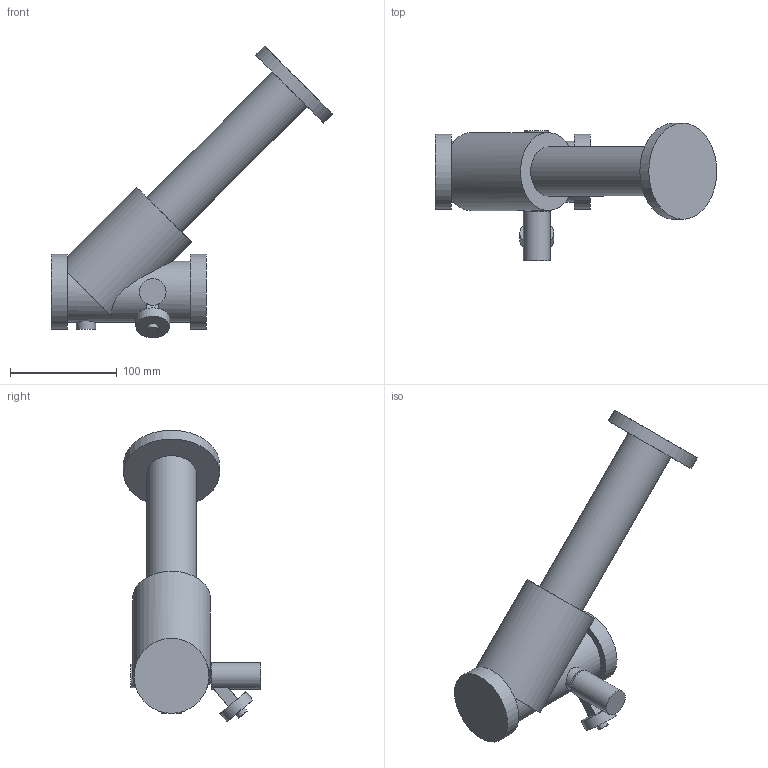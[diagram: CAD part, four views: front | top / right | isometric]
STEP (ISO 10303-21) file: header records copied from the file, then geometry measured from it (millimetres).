
FILE_DESCRIPTION(/* description */ ('STEP AP203'),/* implementation_level */ '2;1');
FILE_NAME(/* name */ '0601G050CH',/* time_stamp */ '2024-03-19T17:46:32+01:00',/* author */ ('License CC BY-ND 4.0'),/* organization */ ('CADENAS'),/* preprocessor_version */ 'ST-DEVELOPER v19.3',/* originating_system */ 'PARTsolutions',/* authorisation */ ' ');
FILE_SCHEMA (('CONFIG_CONTROL_DESIGN'));
Length unit declared in the file: millimetre
Products named in the file (1): 0601G050CH
Bounding box: 263.5 x 128.4 x 273.02 mm (x, y, z)
Volume: 1108512.9 mm3; surface area: 99930.7 mm2
Topology: 1 solids, 1 shells, 34 faces, 64 edges, 44 vertices
Faces by surface type: plane 21, cylinder 13
Full cylindrical faces by diameter (mm): 10 x1, 16 x1, 18 x1, 22 x2, 24.98 x1, 31.76 x1, 46 x1, 57 x1, 70.147 x2, 73 x1, 90 x1
Entity records: 867 total; most frequent: CARTESIAN_POINT 213, DIRECTION 140, ORIENTED_EDGE 90, AXIS2_PLACEMENT_3D 64, EDGE_LOOP 59, FACE_BOUND 59, EDGE_CURVE 45, VERTEX_POINT 38
